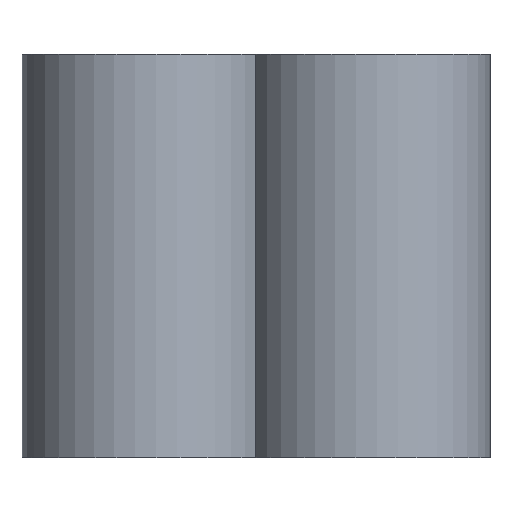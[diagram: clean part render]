
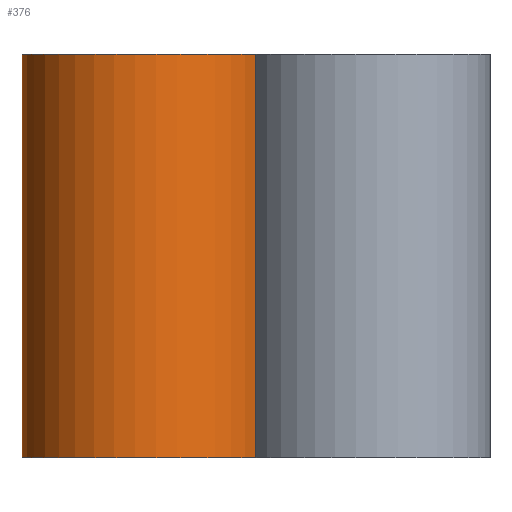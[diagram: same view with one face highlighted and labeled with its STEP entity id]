
A CAD part, left-side view. The second image highlights one B-rep face of the part: STEP entity #376.
In plain terms, the highlighted cylindrical face has radius 3.05 mm (diameter 6.1 mm), a partial arc.
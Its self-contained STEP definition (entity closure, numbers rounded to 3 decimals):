
#22=CIRCLE('',#414,3.05);
#23=CIRCLE('',#415,3.05);
#56=ORIENTED_EDGE('',*,*,#152,.F.);
#57=ORIENTED_EDGE('',*,*,#153,.F.);
#58=ORIENTED_EDGE('',*,*,#154,.T.);
#59=ORIENTED_EDGE('',*,*,#155,.T.);
#152=EDGE_CURVE('',#200,#201,#238,.T.);
#153=EDGE_CURVE('',#202,#200,#22,.T.);
#154=EDGE_CURVE('',#202,#203,#239,.T.);
#155=EDGE_CURVE('',#203,#201,#23,.T.);
#200=VERTEX_POINT('',#606);
#201=VERTEX_POINT('',#607);
#202=VERTEX_POINT('',#609);
#203=VERTEX_POINT('',#611);
#238=LINE('',#605,#252);
#239=LINE('',#610,#253);
#252=VECTOR('',#475,1000.);
#253=VECTOR('',#478,1000.);
#266=EDGE_LOOP('',(#56,#57,#58,#59));
#314=FACE_BOUND('',#266,.T.);
#362=CYLINDRICAL_SURFACE('',#413,3.05);
#376=ADVANCED_FACE('',(#314),#362,.T.);
#413=AXIS2_PLACEMENT_3D('',#604,#473,#474);
#414=AXIS2_PLACEMENT_3D('',#608,#476,#477);
#415=AXIS2_PLACEMENT_3D('',#612,#479,#480);
#473=DIRECTION('',(0.,0.,-1.));
#474=DIRECTION('',(-1.,0.,0.));
#475=DIRECTION('',(0.,0.,-1.));
#476=DIRECTION('',(0.,0.,1.));
#477=DIRECTION('',(1.,0.,0.));
#478=DIRECTION('',(0.,0.,-1.));
#479=DIRECTION('',(0.,0.,1.));
#480=DIRECTION('',(1.,0.,0.));
#604=CARTESIAN_POINT('',(-15.,2.75,10.));
#605=CARTESIAN_POINT('',(-16.319,0.,5.));
#606=CARTESIAN_POINT('',(-16.319,0.,10.));
#607=CARTESIAN_POINT('',(-16.319,0.,0.));
#608=CARTESIAN_POINT('',(-15.,2.75,10.));
#609=CARTESIAN_POINT('',(-12.918,4.979,10.));
#610=CARTESIAN_POINT('',(-12.918,4.979,10.));
#611=CARTESIAN_POINT('',(-12.918,4.979,0.));
#612=CARTESIAN_POINT('',(-15.,2.75,0.));
